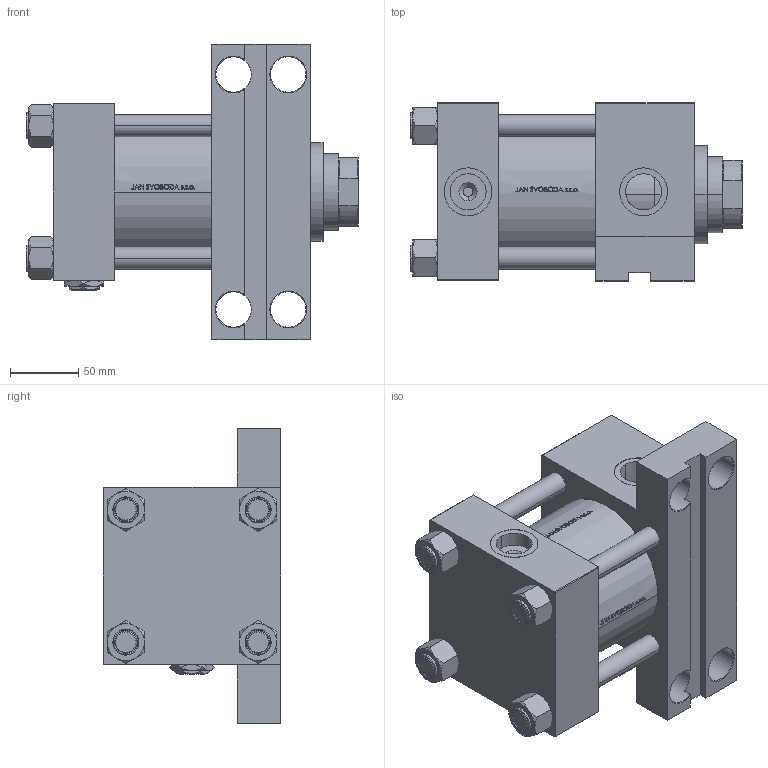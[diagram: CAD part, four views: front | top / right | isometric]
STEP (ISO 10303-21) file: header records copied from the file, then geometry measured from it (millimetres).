
FILE_DESCRIPTION (( 'STEP AP203' ), '1' );
FILE_NAME ('6bdc.STEP', '2023-01-17T17:18:15', ( '' ), ( '' ), 'SwSTEP 2.0', 'SolidWorks 2019', '' );
FILE_SCHEMA (( 'CONFIG_CONTROL_DESIGN' ));
Length unit declared in the file: millimetre
Products named in the file (7): 6bdc; V215CR_VCP_F f491d0d18af7ce1e0db984599f42e7e8; Zatka_pro_OIL_PORT f491d0d18af7ce1e0db984599f42e7e8; V215_VC_A f491d0d18af7ce1e0db984599f42e7e8; V215CR_F_Body f491d0d18af7ce1e0db984599f42e7e8; V215CR_F_TYCINKA f491d0d18af7ce1e0db984599f42e7e8; NUT_M5_F f491d0d18af7ce1e0db984599f42e7e8
Assembly tree (13 placements, depth 2):
  6bdc
    V215CR_F_Body f491d0d18af7ce1e0db984599f42e7e8
    V215CR_VCP_F f491d0d18af7ce1e0db984599f42e7e8
    V215CR_F_TYCINKA f491d0d18af7ce1e0db984599f42e7e8  x4
    NUT_M5_F f491d0d18af7ce1e0db984599f42e7e8  x4
    V215_VC_A f491d0d18af7ce1e0db984599f42e7e8
    Zatka_pro_OIL_PORT f491d0d18af7ce1e0db984599f42e7e8  x2
Bounding box: 243 x 130 x 216 mm (x, y, z)
Volume: 2585749 mm3; surface area: 362557.5 mm2
Topology: 13 solids, 13 shells, 1255 faces, 3134 edges, 2027 vertices
Faces by surface type: plane 535, bspline 380, cone 194, cylinder 138, torus 8
Entity records: 50447 total; most frequent: CARTESIAN_POINT 26797, ORIENTED_EDGE 5340, DIRECTION 3470, EDGE_CURVE 2670, VERTEX_POINT 1747, VECTOR 1350, LINE 1350, EDGE_LOOP 1201
